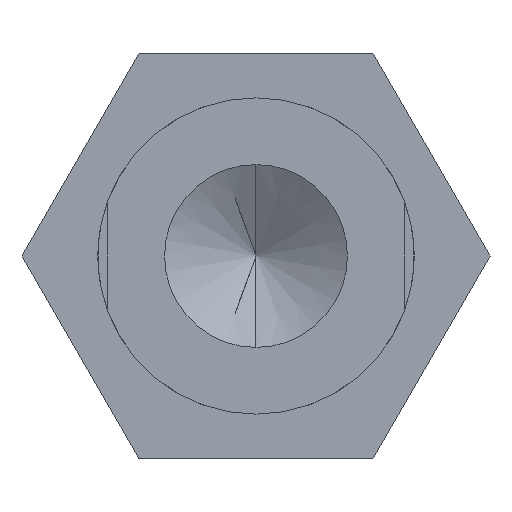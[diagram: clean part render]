
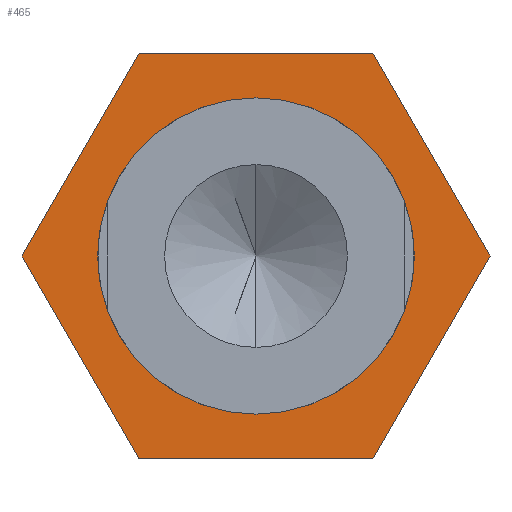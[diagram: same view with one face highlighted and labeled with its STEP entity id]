
A CAD part, front view. The second image highlights one B-rep face of the part: STEP entity #465.
In plain terms, the highlighted planar face has unit normal (0, -1, 0).
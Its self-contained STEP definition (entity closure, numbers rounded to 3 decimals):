
#59 = CARTESIAN_POINT ( 'NONE',  ( 23.671, -27., 0. ) ) ;
#62 = CIRCLE ( 'NONE', #309, 16. ) ;
#94 = DIRECTION ( 'NONE',  ( -0.5, 0., 0.866 ) ) ;
#119 = CARTESIAN_POINT ( 'NONE',  ( 0., -27., 0. ) ) ;
#120 = AXIS2_PLACEMENT_3D ( 'NONE', #1305, #803, #911 ) ;
#149 = ORIENTED_EDGE ( 'NONE', *, *, #1299, .F. ) ;
#155 = DIRECTION ( 'NONE',  ( -0.5, 0., -0.866 ) ) ;
#180 = VERTEX_POINT ( 'NONE', #861 ) ;
#199 = CARTESIAN_POINT ( 'NONE',  ( 11.836, -27., 20.5 ) ) ;
#207 = VERTEX_POINT ( 'NONE', #1262 ) ;
#209 = ORIENTED_EDGE ( 'NONE', *, *, #1214, .F. ) ;
#217 = DIRECTION ( 'NONE',  ( 0., 0., -1. ) ) ;
#238 = VERTEX_POINT ( 'NONE', #765 ) ;
#250 = CARTESIAN_POINT ( 'NONE',  ( 11.836, -27., -20.5 ) ) ;
#253 = EDGE_CURVE ( 'NONE', #180, #207, #383, .T. ) ;
#265 = VECTOR ( 'NONE', #94, 1000. ) ;
#279 = EDGE_CURVE ( 'NONE', #918, #180, #929, .T. ) ;
#296 = FACE_BOUND ( 'NONE', #1053, .T. ) ;
#305 = ORIENTED_EDGE ( 'NONE', *, *, #279, .F. ) ;
#309 = AXIS2_PLACEMENT_3D ( 'NONE', #119, #839, #217 ) ;
#320 = ORIENTED_EDGE ( 'NONE', *, *, #430, .F. ) ;
#337 = ORIENTED_EDGE ( 'NONE', *, *, #508, .F. ) ;
#352 = VECTOR ( 'NONE', #155, 1000. ) ;
#354 = CARTESIAN_POINT ( 'NONE',  ( 0., -27., 16. ) ) ;
#359 = DIRECTION ( 'NONE',  ( -1., 0., 0. ) ) ;
#383 = LINE ( 'NONE', #250, #420 ) ;
#387 = CARTESIAN_POINT ( 'NONE',  ( 0., -27., 0. ) ) ;
#390 = CARTESIAN_POINT ( 'NONE',  ( 0., -27., -16. ) ) ;
#393 = CARTESIAN_POINT ( 'NONE',  ( -23.671, -27., 0. ) ) ;
#411 = CARTESIAN_POINT ( 'NONE',  ( 11.836, -27., 20.5 ) ) ;
#420 = VECTOR ( 'NONE', #359, 1000. ) ;
#430 = EDGE_CURVE ( 'NONE', #1041, #837, #1270, .T. ) ;
#443 = EDGE_CURVE ( 'NONE', #724, #1182, #1241, .T. ) ;
#465 = ADVANCED_FACE ( 'NONE', ( #296, #545 ), #809, .F. ) ;
#469 = VECTOR ( 'NONE', #697, 1000. ) ;
#491 = DIRECTION ( 'NONE',  ( 0., 0., -1. ) ) ;
#508 = EDGE_CURVE ( 'NONE', #207, #238, #1046, .T. ) ;
#517 = EDGE_LOOP ( 'NONE', ( #823, #305, #209, #664, #744, #337 ) ) ;
#527 = LINE ( 'NONE', #199, #1295 ) ;
#545 = FACE_OUTER_BOUND ( 'NONE', #517, .T. ) ;
#664 = ORIENTED_EDGE ( 'NONE', *, *, #443, .F. ) ;
#697 = DIRECTION ( 'NONE',  ( 1., 0., 0. ) ) ;
#724 = VERTEX_POINT ( 'NONE', #1042 ) ;
#744 = ORIENTED_EDGE ( 'NONE', *, *, #1108, .F. ) ;
#765 = CARTESIAN_POINT ( 'NONE',  ( -23.671, -27., 0. ) ) ;
#803 = DIRECTION ( 'NONE',  ( 0., 1., 0. ) ) ;
#806 = DIRECTION ( 'NONE',  ( 0.5, 0., 0.866 ) ) ;
#809 = PLANE ( 'NONE',  #120 ) ;
#823 = ORIENTED_EDGE ( 'NONE', *, *, #253, .F. ) ;
#837 = VERTEX_POINT ( 'NONE', #354 ) ;
#839 = DIRECTION ( 'NONE',  ( 0., -1., 0. ) ) ;
#861 = CARTESIAN_POINT ( 'NONE',  ( 11.836, -27., -20.5 ) ) ;
#882 = CARTESIAN_POINT ( 'NONE',  ( 23.671, -27., 0. ) ) ;
#911 = DIRECTION ( 'NONE',  ( 0., 0., 1. ) ) ;
#918 = VERTEX_POINT ( 'NONE', #882 ) ;
#929 = LINE ( 'NONE', #59, #352 ) ;
#936 = AXIS2_PLACEMENT_3D ( 'NONE', #387, #1092, #491 ) ;
#1010 = CARTESIAN_POINT ( 'NONE',  ( -11.836, -27., -20.5 ) ) ;
#1014 = DIRECTION ( 'NONE',  ( 0.5, 0., -0.866 ) ) ;
#1041 = VERTEX_POINT ( 'NONE', #390 ) ;
#1042 = CARTESIAN_POINT ( 'NONE',  ( -11.836, -27., 20.5 ) ) ;
#1046 = LINE ( 'NONE', #1010, #265 ) ;
#1053 = EDGE_LOOP ( 'NONE', ( #149, #320 ) ) ;
#1092 = DIRECTION ( 'NONE',  ( 0., -1., 0. ) ) ;
#1108 = EDGE_CURVE ( 'NONE', #238, #724, #1254, .T. ) ;
#1125 = VECTOR ( 'NONE', #806, 1000. ) ;
#1182 = VERTEX_POINT ( 'NONE', #411 ) ;
#1214 = EDGE_CURVE ( 'NONE', #1182, #918, #527, .T. ) ;
#1241 = LINE ( 'NONE', #1294, #469 ) ;
#1254 = LINE ( 'NONE', #393, #1125 ) ;
#1262 = CARTESIAN_POINT ( 'NONE',  ( -11.836, -27., -20.5 ) ) ;
#1270 = CIRCLE ( 'NONE', #936, 16. ) ;
#1294 = CARTESIAN_POINT ( 'NONE',  ( -11.836, -27., 20.5 ) ) ;
#1295 = VECTOR ( 'NONE', #1014, 1000. ) ;
#1299 = EDGE_CURVE ( 'NONE', #837, #1041, #62, .T. ) ;
#1305 = CARTESIAN_POINT ( 'NONE',  ( 0., -27., 0. ) ) ;
